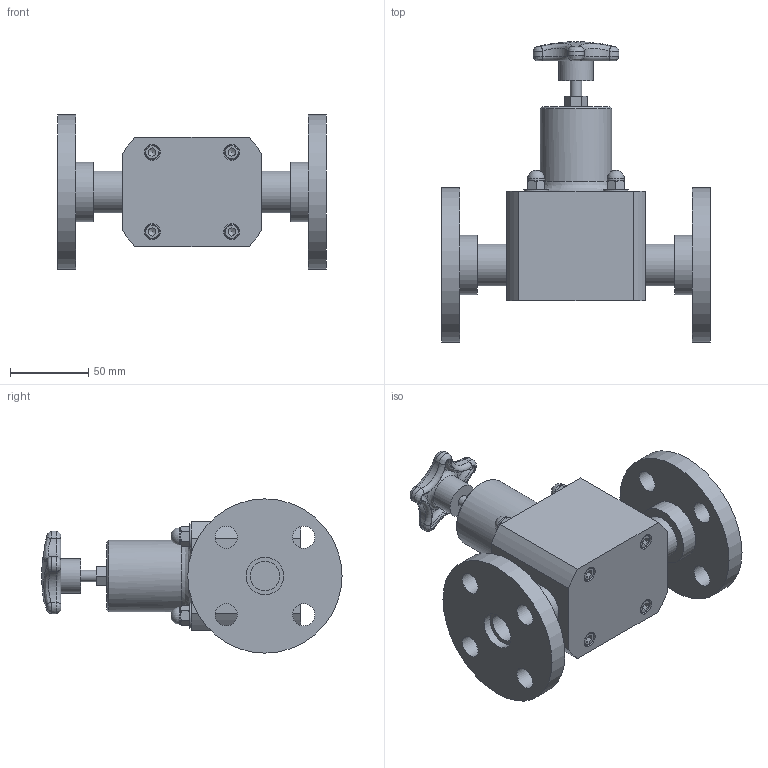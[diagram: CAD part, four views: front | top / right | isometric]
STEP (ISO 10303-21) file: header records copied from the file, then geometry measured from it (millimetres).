
FILE_DESCRIPTION((''),'2;1');
FILE_NAME('TVBF75-PP_R0.ipt.stp','2017-04-04T12:10:46',(''),(''),'Autodesk Inventor 2009','Autodesk Inventor 2009','');
FILE_SCHEMA(('AUTOMOTIVE_DESIGN { 1 0 10303 214 1 1 1 1 }'));
Length unit declared in the file: inch
Products named in the file (1): TVBF75-PP_R0
Bounding box: 171.45 x 191.49 x 98.42 mm (x, y, z)
Volume: 715664.7 mm3; surface area: 102147.1 mm2
Topology: 1 solids, 6 shells, 372 faces, 864 edges, 530 vertices
Faces by surface type: plane 155, bspline 107, cylinder 64, sphere 17, torus 16, cone 13
Full cylindrical faces by diameter (mm): 4.445 x4, 6.35 x2, 7.144 x1, 7.442 x1, 9.525 x4, 10.998 x4, 14.224 x8, 15.875 x4, 18.847 x2, 22.098 x1, 24.003 x2, 26.67 x2, 38.1 x2, 45.72 x1, 98.425 x2
Entity records: 14389 total; most frequent: CARTESIAN_POINT 6478, ORIENTED_EDGE 1550, DIRECTION 1470, EDGE_CURVE 775, AXIS2_PLACEMENT_3D 632, VERTEX_POINT 516, EDGE_LOOP 491, FACE_OUTER_BOUND 372
